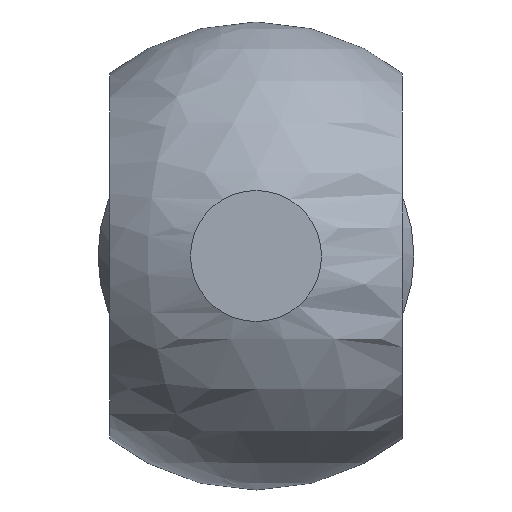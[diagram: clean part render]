
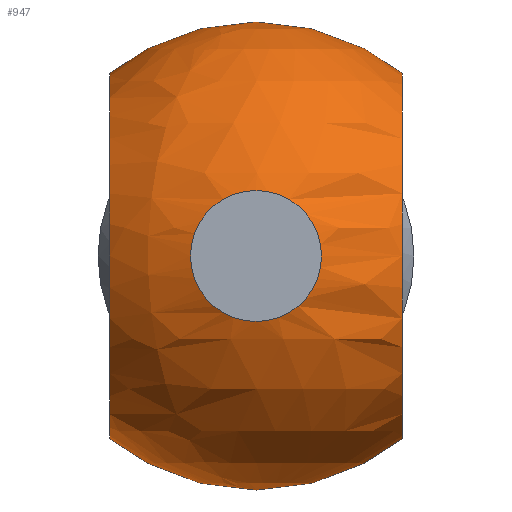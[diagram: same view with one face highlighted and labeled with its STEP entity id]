
A CAD part, front view. The second image highlights one B-rep face of the part: STEP entity #947.
In plain terms, the highlighted spherical face has radius 20 mm.
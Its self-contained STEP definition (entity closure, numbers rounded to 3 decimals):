
#894=CARTESIAN_POINT('',(0.,-19.2,-5.6));
#895=VERTEX_POINT('',#894);
#896=CARTESIAN_POINT('',(0.0,-19.2,0.0));
#897=DIRECTION('',(0.0,1.0,0.0));
#898=DIRECTION('',(0.0,0.0,-1.0));
#899=AXIS2_PLACEMENT_3D('',#896,#897,#898);
#900=CIRCLE('',#899,5.6);
#901=EDGE_CURVE('',#895,#895,#900,.T.);
#906=CARTESIAN_POINT('',(0.0,0.0,0.0));
#907=DIRECTION('',(0.0,0.0,1.0));
#908=DIRECTION('',(1.0,0.0,0.0));
#909=AXIS2_PLACEMENT_3D('',#906,#907,#908);
#910=SPHERICAL_SURFACE('',#909,20.0);
#911=ORIENTED_EDGE('',*,*,#901,.T.);
#912=EDGE_LOOP('',(#911));
#913=FACE_OUTER_BOUND('',#912,.T.);
#914=CARTESIAN_POINT('',(12.5,0.0,-15.612));
#915=VERTEX_POINT('',#914);
#916=CARTESIAN_POINT('',(12.5,0.0,0.));
#917=DIRECTION('',(-1.0,0.0,0.0));
#918=DIRECTION('',(0.0,0.0,-1.0));
#919=AXIS2_PLACEMENT_3D('',#916,#917,#918);
#920=CIRCLE('',#919,15.612);
#921=EDGE_CURVE('',#915,#915,#920,.T.);
#922=ORIENTED_EDGE('',*,*,#921,.T.);
#923=EDGE_LOOP('',(#922));
#924=FACE_BOUND('',#923,.T.);
#925=CARTESIAN_POINT('',(-12.5,0.0,15.612));
#926=VERTEX_POINT('',#925);
#927=CARTESIAN_POINT('',(-12.5,0.0,0.0));
#928=DIRECTION('',(1.0,0.0,0.0));
#929=DIRECTION('',(0.0,0.0,1.0));
#930=AXIS2_PLACEMENT_3D('',#927,#928,#929);
#931=CIRCLE('',#930,15.612);
#932=EDGE_CURVE('',#926,#926,#931,.T.);
#933=ORIENTED_EDGE('',*,*,#932,.T.);
#934=EDGE_LOOP('',(#933));
#935=FACE_BOUND('',#934,.T.);
#936=CARTESIAN_POINT('',(0.,16.071,11.905));
#937=VERTEX_POINT('',#936);
#938=CARTESIAN_POINT('',(0.0,16.071,0.0));
#939=DIRECTION('',(0.0,-1.0,0.0));
#940=DIRECTION('',(0.0,0.0,1.0));
#941=AXIS2_PLACEMENT_3D('',#938,#939,#940);
#942=CIRCLE('',#941,11.905);
#943=EDGE_CURVE('',#937,#937,#942,.T.);
#944=ORIENTED_EDGE('',*,*,#943,.T.);
#945=EDGE_LOOP('',(#944));
#946=FACE_BOUND('',#945,.T.);
#947=ADVANCED_FACE('',(#913,#924,#935,#946),#910,.T.);
